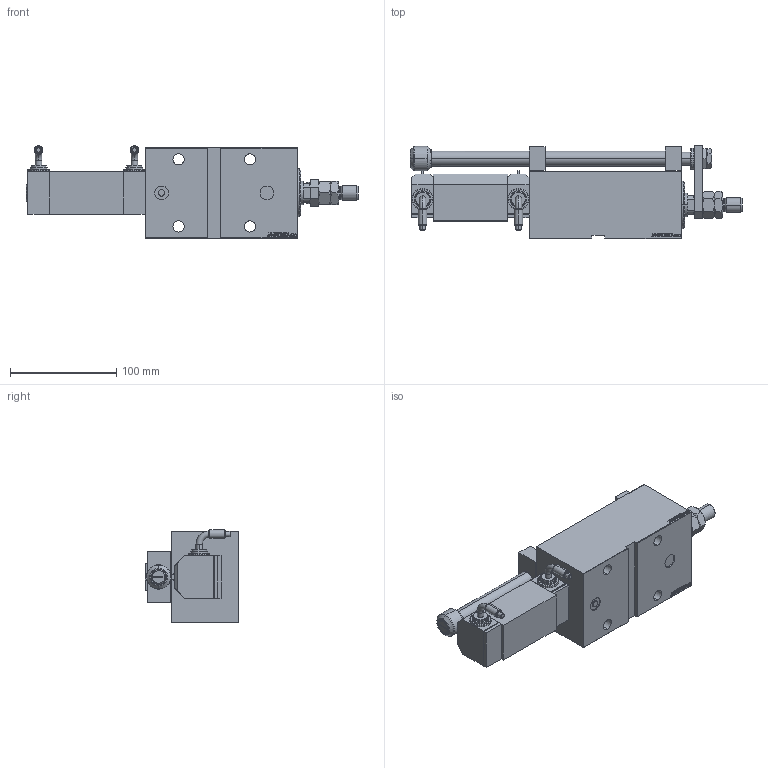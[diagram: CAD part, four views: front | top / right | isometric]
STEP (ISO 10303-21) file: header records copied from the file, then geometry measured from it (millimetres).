
FILE_DESCRIPTION (( 'STEP AP203' ), '1' );
FILE_NAME ('c50c.STEP', '2024-02-12T05:37:24', ( '' ), ( '' ), 'SwSTEP 2.0', 'SolidWorks 2019', '' );
FILE_SCHEMA (( 'CONFIG_CONTROL_DESIGN' ));
Length unit declared in the file: millimetre
Products named in the file (14): NUT_D19_P be3766ef6c318bc05c5bb4bfca0e875d; KROUZEK_PRO_TYC be3766ef6c318bc05c5bb4bfca0e875d; V450CM_VC_B be3766ef6c318bc05c5bb4bfca0e875d; c50c; ZARAZKA_P be3766ef6c318bc05c5bb4bfca0e875d; V450CM_E_VCP be3766ef6c318bc05c5bb4bfca0e875d; MIDDLE be3766ef6c318bc05c5bb4bfca0e875d; P_V_Z_MTA be3766ef6c318bc05c5bb4bfca0e875d; SWITCH P be3766ef6c318bc05c5bb4bfca0e875d; TYC_P be3766ef6c318bc05c5bb4bfca0e875d; NUT_D16 be3766ef6c318bc05c5bb4bfca0e875d; SWITCH DIM W_B be3766ef6c318bc05c5bb4bfca0e875d; SWITCH_P_FRONT_BACK be3766ef6c318bc05c5bb4bfca0e875d; V450CM_E_Body be3766ef6c318bc05c5bb4bfca0e875d
Assembly tree (15 placements, depth 2):
  c50c
    V450CM_E_Body be3766ef6c318bc05c5bb4bfca0e875d
    V450CM_E_VCP be3766ef6c318bc05c5bb4bfca0e875d
    V450CM_VC_B be3766ef6c318bc05c5bb4bfca0e875d
    ZARAZKA_P be3766ef6c318bc05c5bb4bfca0e875d
    KROUZEK_PRO_TYC be3766ef6c318bc05c5bb4bfca0e875d
    MIDDLE be3766ef6c318bc05c5bb4bfca0e875d
    NUT_D16 be3766ef6c318bc05c5bb4bfca0e875d
    NUT_D19_P be3766ef6c318bc05c5bb4bfca0e875d
    SWITCH DIM W_B be3766ef6c318bc05c5bb4bfca0e875d
    SWITCH P be3766ef6c318bc05c5bb4bfca0e875d  x2
    SWITCH_P_FRONT_BACK be3766ef6c318bc05c5bb4bfca0e875d  x2
    TYC_P be3766ef6c318bc05c5bb4bfca0e875d
    P_V_Z_MTA be3766ef6c318bc05c5bb4bfca0e875d
Bounding box: 311.8 x 87.5 x 86.76 mm (x, y, z)
Volume: 950653.8 mm3; surface area: 166331.1 mm2
Topology: 15 solids, 15 shells, 1151 faces, 2850 edges, 1856 vertices
Faces by surface type: plane 540, bspline 384, cylinder 116, cone 77, torus 34
Entity records: 51678 total; most frequent: CARTESIAN_POINT 27047, ORIENTED_EDGE 5340, DIRECTION 3541, EDGE_CURVE 2670, VERTEX_POINT 1743, LINE 1513, VECTOR 1513, EDGE_LOOP 1221
